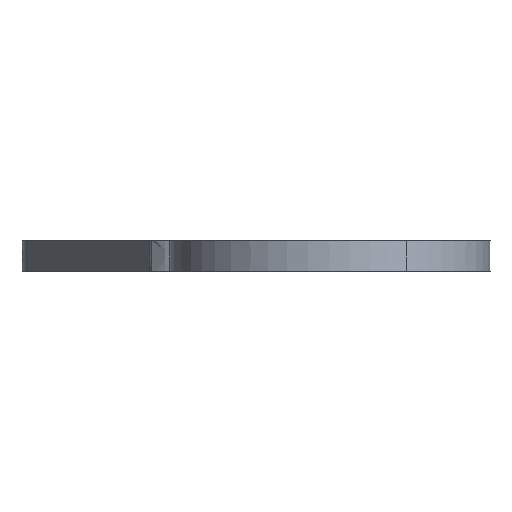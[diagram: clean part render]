
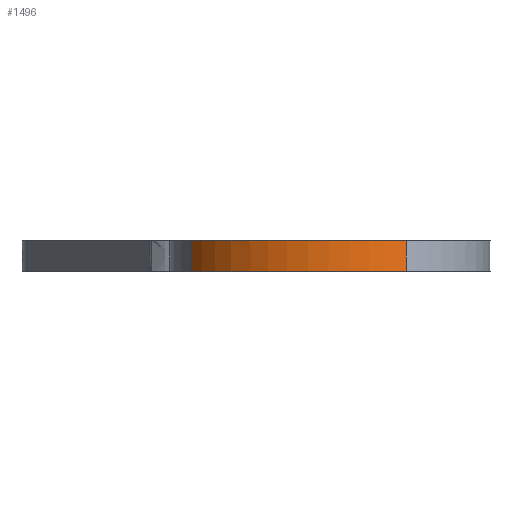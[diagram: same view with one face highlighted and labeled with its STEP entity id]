
A CAD part, left-side view. The second image highlights one B-rep face of the part: STEP entity #1496.
In plain terms, the highlighted face is a extrusion surface.
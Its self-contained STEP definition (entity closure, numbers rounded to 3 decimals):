
#47 = SURFACE_OF_LINEAR_EXTRUSION('',#48,#53);
#48 = B_SPLINE_CURVE_WITH_KNOTS('',3,(#49,#50,#51,#52),.UNSPECIFIED.,.F.
  ,.F.,(4,4),(0.,1.),.PIECEWISE_BEZIER_KNOTS.);
#49 = CARTESIAN_POINT('',(-0.296,47.415,0.));
#50 = CARTESIAN_POINT('',(6.142,51.214,0.));
#51 = CARTESIAN_POINT('',(12.663,47.089,0.));
#52 = CARTESIAN_POINT('',(12.663,47.089,0.));
#53 = VECTOR('',#54,1.);
#54 = DIRECTION('',(0.,-0.,-1.));
#79 = PLANE('',#80);
#80 = AXIS2_PLACEMENT_3D('',#81,#82,#83);
#81 = CARTESIAN_POINT('',(12.663,47.089,2.3));
#82 = DIRECTION('',(0.,0.,1.));
#83 = DIRECTION('',(0.869,0.495,0.));
#138 = PLANE('',#139);
#139 = AXIS2_PLACEMENT_3D('',#140,#141,#142);
#140 = CARTESIAN_POINT('',(12.663,47.089,0.));
#141 = DIRECTION('',(0.,0.,1.));
#142 = DIRECTION('',(0.869,0.495,0.));
#154 = EDGE_CURVE('',#155,#157,#159,.T.);
#155 = VERTEX_POINT('',#156);
#156 = CARTESIAN_POINT('',(-0.296,47.415,0.));
#157 = VERTEX_POINT('',#158);
#158 = CARTESIAN_POINT('',(-0.296,47.415,2.3));
#159 = SURFACE_CURVE('',#160,(#164,#171),.PCURVE_S1.);
#160 = LINE('',#161,#162);
#161 = CARTESIAN_POINT('',(-0.296,47.415,0.));
#162 = VECTOR('',#163,1.);
#163 = DIRECTION('',(0.,0.,1.));
#164 = PCURVE('',#47,#165);
#165 = DEFINITIONAL_REPRESENTATION('',(#166),#170);
#166 = LINE('',#167,#168);
#167 = CARTESIAN_POINT('',(0.,0.));
#168 = VECTOR('',#169,1.);
#169 = DIRECTION('',(0.,-1.));
#170 = ( GEOMETRIC_REPRESENTATION_CONTEXT(2) 
PARAMETRIC_REPRESENTATION_CONTEXT() REPRESENTATION_CONTEXT('2D SPACE',''
  ) );
#171 = PCURVE('',#172,#180);
#172 = SURFACE_OF_LINEAR_EXTRUSION('',#173,#178);
#173 = B_SPLINE_CURVE_WITH_KNOTS('',3,(#174,#175,#176,#177),
  .UNSPECIFIED.,.F.,.F.,(4,4),(0.,1.),.PIECEWISE_BEZIER_KNOTS.);
#174 = CARTESIAN_POINT('',(-5.47,31.027,0.));
#175 = CARTESIAN_POINT('',(-8.485,36.318,0.));
#176 = CARTESIAN_POINT('',(-6.219,43.92,0.));
#177 = CARTESIAN_POINT('',(-0.296,47.415,0.));
#178 = VECTOR('',#179,1.);
#179 = DIRECTION('',(0.,-0.,-1.));
#180 = DEFINITIONAL_REPRESENTATION('',(#181),#185);
#181 = LINE('',#182,#183);
#182 = CARTESIAN_POINT('',(1.,0.));
#183 = VECTOR('',#184,1.);
#184 = DIRECTION('',(0.,-1.));
#185 = ( GEOMETRIC_REPRESENTATION_CONTEXT(2) 
PARAMETRIC_REPRESENTATION_CONTEXT() REPRESENTATION_CONTEXT('2D SPACE',''
  ) );
#320 = EDGE_CURVE('',#321,#155,#323,.T.);
#321 = VERTEX_POINT('',#322);
#322 = CARTESIAN_POINT('',(-5.47,31.027,0.));
#323 = SURFACE_CURVE('',#324,(#329,#337),.PCURVE_S1.);
#324 = B_SPLINE_CURVE_WITH_KNOTS('',3,(#325,#326,#327,#328),
  .UNSPECIFIED.,.F.,.F.,(4,4),(0.,1.),.PIECEWISE_BEZIER_KNOTS.);
#325 = CARTESIAN_POINT('',(-5.47,31.027,0.));
#326 = CARTESIAN_POINT('',(-8.485,36.318,0.));
#327 = CARTESIAN_POINT('',(-6.219,43.92,0.));
#328 = CARTESIAN_POINT('',(-0.296,47.415,0.));
#329 = PCURVE('',#138,#330);
#330 = DEFINITIONAL_REPRESENTATION('',(#331),#336);
#331 = B_SPLINE_CURVE_WITH_KNOTS('',3,(#332,#333,#334,#335),
  .UNSPECIFIED.,.F.,.F.,(4,4),(0.,1.),.PIECEWISE_BEZIER_KNOTS.);
#332 = CARTESIAN_POINT('',(-23.707,-4.979));
#333 = CARTESIAN_POINT('',(-23.707,1.111));
#334 = CARTESIAN_POINT('',(-17.975,6.595));
#335 = CARTESIAN_POINT('',(-11.099,6.699));
#336 = ( GEOMETRIC_REPRESENTATION_CONTEXT(2) 
PARAMETRIC_REPRESENTATION_CONTEXT() REPRESENTATION_CONTEXT('2D SPACE',''
  ) );
#337 = PCURVE('',#172,#338);
#338 = DEFINITIONAL_REPRESENTATION('',(#339),#343);
#339 = LINE('',#340,#341);
#340 = CARTESIAN_POINT('',(0.,0.));
#341 = VECTOR('',#342,1.);
#342 = DIRECTION('',(1.,0.));
#343 = ( GEOMETRIC_REPRESENTATION_CONTEXT(2) 
PARAMETRIC_REPRESENTATION_CONTEXT() REPRESENTATION_CONTEXT('2D SPACE',''
  ) );
#363 = SURFACE_OF_LINEAR_EXTRUSION('',#364,#369);
#364 = B_SPLINE_CURVE_WITH_KNOTS('',3,(#365,#366,#367,#368),
  .UNSPECIFIED.,.F.,.F.,(4,4),(0.,1.),.PIECEWISE_BEZIER_KNOTS.);
#365 = CARTESIAN_POINT('',(11.413,26.451,0.));
#366 = CARTESIAN_POINT('',(4.314,22.406,0.));
#367 = CARTESIAN_POINT('',(-2.455,25.735,0.));
#368 = CARTESIAN_POINT('',(-5.47,31.027,0.));
#369 = VECTOR('',#370,1.);
#370 = DIRECTION('',(0.,-0.,-1.));
#865 = EDGE_CURVE('',#866,#157,#868,.T.);
#866 = VERTEX_POINT('',#867);
#867 = CARTESIAN_POINT('',(-5.47,31.027,2.3));
#868 = SURFACE_CURVE('',#869,(#874,#882),.PCURVE_S1.);
#869 = B_SPLINE_CURVE_WITH_KNOTS('',3,(#870,#871,#872,#873),
  .UNSPECIFIED.,.F.,.F.,(4,4),(0.,1.),.PIECEWISE_BEZIER_KNOTS.);
#870 = CARTESIAN_POINT('',(-5.47,31.027,2.3));
#871 = CARTESIAN_POINT('',(-8.485,36.318,2.3));
#872 = CARTESIAN_POINT('',(-6.219,43.92,2.3));
#873 = CARTESIAN_POINT('',(-0.296,47.415,2.3));
#874 = PCURVE('',#79,#875);
#875 = DEFINITIONAL_REPRESENTATION('',(#876),#881);
#876 = B_SPLINE_CURVE_WITH_KNOTS('',3,(#877,#878,#879,#880),
  .UNSPECIFIED.,.F.,.F.,(4,4),(0.,1.),.PIECEWISE_BEZIER_KNOTS.);
#877 = CARTESIAN_POINT('',(-23.707,-4.979));
#878 = CARTESIAN_POINT('',(-23.707,1.111));
#879 = CARTESIAN_POINT('',(-17.975,6.595));
#880 = CARTESIAN_POINT('',(-11.099,6.699));
#881 = ( GEOMETRIC_REPRESENTATION_CONTEXT(2) 
PARAMETRIC_REPRESENTATION_CONTEXT() REPRESENTATION_CONTEXT('2D SPACE',''
  ) );
#882 = PCURVE('',#172,#883);
#883 = DEFINITIONAL_REPRESENTATION('',(#884),#888);
#884 = LINE('',#885,#886);
#885 = CARTESIAN_POINT('',(0.,-2.3));
#886 = VECTOR('',#887,1.);
#887 = DIRECTION('',(1.,0.));
#888 = ( GEOMETRIC_REPRESENTATION_CONTEXT(2) 
PARAMETRIC_REPRESENTATION_CONTEXT() REPRESENTATION_CONTEXT('2D SPACE',''
  ) );
#1496 = ADVANCED_FACE('',(#1497),#172,.T.);
#1497 = FACE_BOUND('',#1498,.T.);
#1498 = EDGE_LOOP('',(#1499,#1520,#1521,#1522));
#1499 = ORIENTED_EDGE('',*,*,#1500,.T.);
#1500 = EDGE_CURVE('',#321,#866,#1501,.T.);
#1501 = SURFACE_CURVE('',#1502,(#1506,#1513),.PCURVE_S1.);
#1502 = LINE('',#1503,#1504);
#1503 = CARTESIAN_POINT('',(-5.47,31.027,0.));
#1504 = VECTOR('',#1505,1.);
#1505 = DIRECTION('',(0.,0.,1.));
#1506 = PCURVE('',#172,#1507);
#1507 = DEFINITIONAL_REPRESENTATION('',(#1508),#1512);
#1508 = LINE('',#1509,#1510);
#1509 = CARTESIAN_POINT('',(0.,0.));
#1510 = VECTOR('',#1511,1.);
#1511 = DIRECTION('',(0.,-1.));
#1512 = ( GEOMETRIC_REPRESENTATION_CONTEXT(2) 
PARAMETRIC_REPRESENTATION_CONTEXT() REPRESENTATION_CONTEXT('2D SPACE',''
  ) );
#1513 = PCURVE('',#363,#1514);
#1514 = DEFINITIONAL_REPRESENTATION('',(#1515),#1519);
#1515 = LINE('',#1516,#1517);
#1516 = CARTESIAN_POINT('',(1.,0.));
#1517 = VECTOR('',#1518,1.);
#1518 = DIRECTION('',(0.,-1.));
#1519 = ( GEOMETRIC_REPRESENTATION_CONTEXT(2) 
PARAMETRIC_REPRESENTATION_CONTEXT() REPRESENTATION_CONTEXT('2D SPACE',''
  ) );
#1520 = ORIENTED_EDGE('',*,*,#865,.T.);
#1521 = ORIENTED_EDGE('',*,*,#154,.F.);
#1522 = ORIENTED_EDGE('',*,*,#320,.F.);
